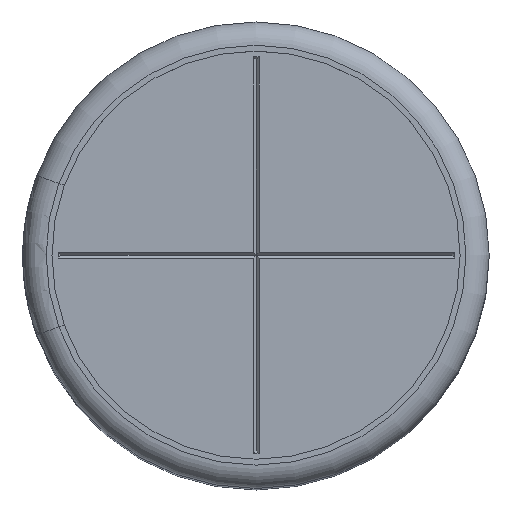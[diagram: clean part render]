
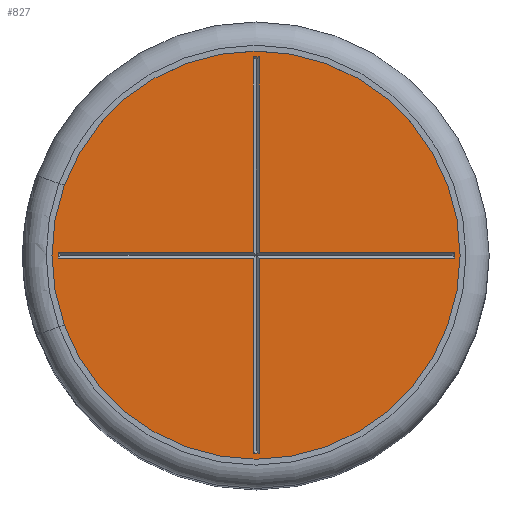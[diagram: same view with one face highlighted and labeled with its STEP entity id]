
A CAD part, top view. The second image highlights one B-rep face of the part: STEP entity #827.
In plain terms, the highlighted planar face has unit normal (0, 0, 1).
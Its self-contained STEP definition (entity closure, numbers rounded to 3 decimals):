
#827=ADVANCED_FACE('',(#1736,#1738),#1740,.T.);
#1736=FACE_BOUND('',#1737,.T.);
#1737=EDGE_LOOP('',(#2483));
#1738=FACE_BOUND('',#1739,.T.);
#1739=EDGE_LOOP('',(#2484,#2485,#2486,#2487,#2488,#2489,#2490,#2491,#2492,#2493,
#2494,#2495));
#1740=PLANE('',#1741);
#1741=AXIS2_PLACEMENT_3D('',#1742,#1743,#1744);
#1742=CARTESIAN_POINT('',(0.,0.,15.9));
#1743=DIRECTION('',(0.,0.,1.));
#1744=DIRECTION('',(1.,0.,0.));
#2483=ORIENTED_EDGE('',*,*,#2869,.T.);
#2484=ORIENTED_EDGE('',*,*,#2897,.T.);
#2485=ORIENTED_EDGE('',*,*,#2898,.T.);
#2486=ORIENTED_EDGE('',*,*,#2899,.T.);
#2487=ORIENTED_EDGE('',*,*,#2900,.T.);
#2488=ORIENTED_EDGE('',*,*,#2901,.T.);
#2489=ORIENTED_EDGE('',*,*,#2902,.T.);
#2490=ORIENTED_EDGE('',*,*,#2903,.T.);
#2491=ORIENTED_EDGE('',*,*,#2904,.T.);
#2492=ORIENTED_EDGE('',*,*,#2905,.T.);
#2493=ORIENTED_EDGE('',*,*,#2906,.T.);
#2494=ORIENTED_EDGE('',*,*,#2907,.T.);
#2495=ORIENTED_EDGE('',*,*,#2908,.T.);
#2869=EDGE_CURVE('',#3364,#3364,#3365,.T.);
#2897=EDGE_CURVE('',#3406,#3407,#3408,.F.);
#2898=EDGE_CURVE('',#3407,#3409,#3410,.F.);
#2899=EDGE_CURVE('',#3409,#3411,#3412,.F.);
#2900=EDGE_CURVE('',#3411,#3413,#3414,.F.);
#2901=EDGE_CURVE('',#3413,#3415,#3416,.F.);
#2902=EDGE_CURVE('',#3415,#3417,#3418,.F.);
#2903=EDGE_CURVE('',#3417,#3419,#3420,.F.);
#2904=EDGE_CURVE('',#3419,#3421,#3422,.F.);
#2905=EDGE_CURVE('',#3421,#3423,#3424,.F.);
#2906=EDGE_CURVE('',#3423,#3425,#3426,.F.);
#2907=EDGE_CURVE('',#3425,#3427,#3428,.F.);
#2908=EDGE_CURVE('',#3427,#3406,#3429,.F.);
#3364=VERTEX_POINT('',#4926);
#3365=CIRCLE('',#4927,3.5);
#3406=VERTEX_POINT('',#5095);
#3407=VERTEX_POINT('',#5096);
#3408=LINE('',#5097,#5098);
#3409=VERTEX_POINT('',#5100);
#3410=LINE('',#5101,#5102);
#3411=VERTEX_POINT('',#5104);
#3412=LINE('',#5105,#5106);
#3413=VERTEX_POINT('',#5108);
#3414=LINE('',#5109,#5110);
#3415=VERTEX_POINT('',#5112);
#3416=LINE('',#5113,#5114);
#3417=VERTEX_POINT('',#5116);
#3418=LINE('',#5117,#5118);
#3419=VERTEX_POINT('',#5120);
#3420=LINE('',#5121,#5122);
#3421=VERTEX_POINT('',#5124);
#3422=LINE('',#5125,#5126);
#3423=VERTEX_POINT('',#5128);
#3424=LINE('',#5129,#5130);
#3425=VERTEX_POINT('',#5132);
#3426=LINE('',#5133,#5134);
#3427=VERTEX_POINT('',#5136);
#3428=LINE('',#5137,#5138);
#3429=LINE('',#5140,#5141);
#4926=CARTESIAN_POINT('',(3.5,0.,15.9));
#4927=AXIS2_PLACEMENT_3D('',#4928,#4929,#4930);
#4928=CARTESIAN_POINT('',(0.,0.,15.9));
#4929=DIRECTION('',(0.,0.,1.));
#4930=DIRECTION('',(1.,0.,0.));
#5095=CARTESIAN_POINT('',(-0.046,-0.05,15.9));
#5096=CARTESIAN_POINT('',(-3.396,-0.05,15.9));
#5097=CARTESIAN_POINT('',(-3.396,-0.05,15.9));
#5098=VECTOR('',#5099,1.);
#5099=DIRECTION('',(1.,0.,0.));
#5100=CARTESIAN_POINT('',(-3.396,0.05,15.9));
#5101=CARTESIAN_POINT('',(-3.396,0.05,15.9));
#5102=VECTOR('',#5103,1.);
#5103=DIRECTION('',(0.,-1.,0.));
#5104=CARTESIAN_POINT('',(-0.046,0.05,15.9));
#5105=CARTESIAN_POINT('',(-0.046,0.05,15.9));
#5106=VECTOR('',#5107,1.);
#5107=DIRECTION('',(-1.,0.,0.));
#5108=CARTESIAN_POINT('',(-0.046,3.4,15.9));
#5109=CARTESIAN_POINT('',(-0.046,3.4,15.9));
#5110=VECTOR('',#5111,1.);
#5111=DIRECTION('',(0.,-1.,0.));
#5112=CARTESIAN_POINT('',(0.054,3.4,15.9));
#5113=CARTESIAN_POINT('',(0.054,3.4,15.9));
#5114=VECTOR('',#5115,1.);
#5115=DIRECTION('',(-1.,0.,0.));
#5116=CARTESIAN_POINT('',(0.054,0.05,15.9));
#5117=CARTESIAN_POINT('',(0.054,0.05,15.9));
#5118=VECTOR('',#5119,1.);
#5119=DIRECTION('',(0.,1.,0.));
#5120=CARTESIAN_POINT('',(3.404,0.05,15.9));
#5121=CARTESIAN_POINT('',(3.404,0.05,15.9));
#5122=VECTOR('',#5123,1.);
#5123=DIRECTION('',(-1.,0.,0.));
#5124=CARTESIAN_POINT('',(3.404,-0.05,15.9));
#5125=CARTESIAN_POINT('',(3.404,-0.05,15.9));
#5126=VECTOR('',#5127,1.);
#5127=DIRECTION('',(0.,1.,0.));
#5128=CARTESIAN_POINT('',(0.054,-0.05,15.9));
#5129=CARTESIAN_POINT('',(0.054,-0.05,15.9));
#5130=VECTOR('',#5131,1.);
#5131=DIRECTION('',(1.,0.,0.));
#5132=CARTESIAN_POINT('',(0.054,-3.4,15.9));
#5133=CARTESIAN_POINT('',(0.054,-3.4,15.9));
#5134=VECTOR('',#5135,1.);
#5135=DIRECTION('',(0.,1.,0.));
#5136=CARTESIAN_POINT('',(-0.046,-3.4,15.9));
#5137=CARTESIAN_POINT('',(-0.046,-3.4,15.9));
#5138=VECTOR('',#5139,1.);
#5139=DIRECTION('',(1.,0.,0.));
#5140=CARTESIAN_POINT('',(-0.046,-0.05,15.9));
#5141=VECTOR('',#5142,1.);
#5142=DIRECTION('',(0.,-1.,0.));
